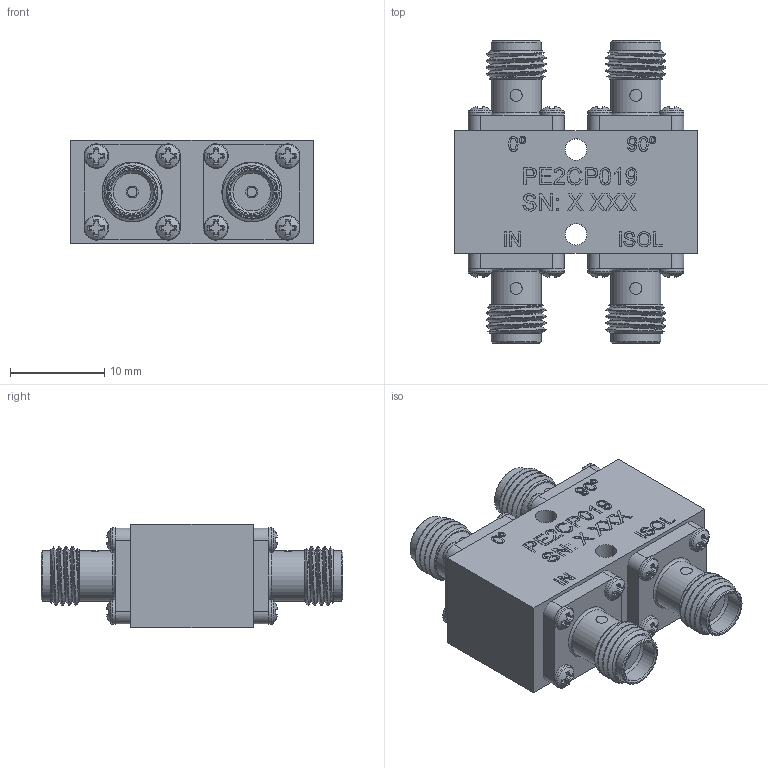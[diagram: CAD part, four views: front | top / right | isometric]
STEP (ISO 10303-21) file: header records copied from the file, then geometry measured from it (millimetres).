
FILE_DESCRIPTION (( 'STEP AP203' ), '1' );
FILE_NAME ('PE2CP019_3D.step', '2022-05-02T15:18:55', ( '' ), ( '' ), 'SwSTEP 2.0', 'SolidWorks 2021', '' );
FILE_SCHEMA (( 'CONFIG_CONTROL_DESIGN' ));
Products named in the file (1): PE2CP019_3D
Bounding box: 25.7 x 32.05 x 11 mm (x, y, z)
Volume: 4845.6 mm3; surface area: 3262.7 mm2
Topology: 1 solids, 21 shells, 923 faces, 2353 edges, 1557 vertices
Faces by surface type: plane 550, bspline 199, cylinder 86, cone 84, torus 4
Full cylindrical faces by diameter (mm): 1.016 x4, 1.092 x16, 1.27 x8, 2.286 x2, 2.591 x16, 4.521 x4, 5.08 x4, 5.334 x8
Entity records: 42657 total; most frequent: CARTESIAN_POINT 22905, ORIENTED_EDGE 4436, DIRECTION 3118, EDGE_CURVE 2218, VERTEX_POINT 1516, EDGE_LOOP 1114, LINE 1100, VECTOR 1100
